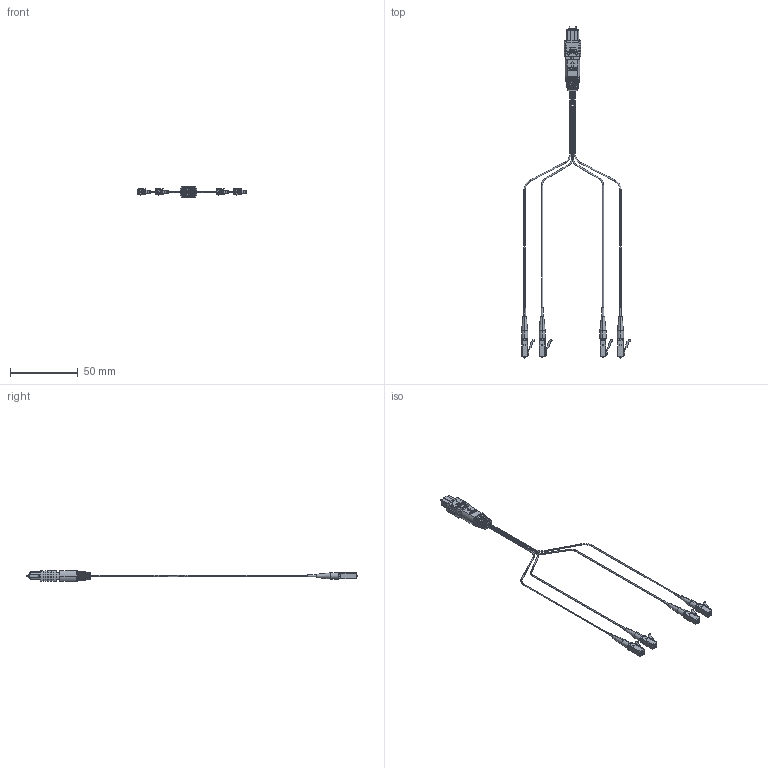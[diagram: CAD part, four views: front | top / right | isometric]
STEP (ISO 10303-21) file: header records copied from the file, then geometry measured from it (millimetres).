
FILE_DESCRIPTION (( 'STEP AP214' ), '1' );
FILE_NAME ('FCA-MMS106A0_3D.STEP', '2022-01-24T22:31:52', ( '' ), ( '' ), 'SwSTEP 2.0', 'SolidWorks 2021', '' );
FILE_SCHEMA (( 'AUTOMOTIVE_DESIGN' ));
Length unit declared in the file: inch
Products named in the file (16): MPO CONNECTOR; MPO 晦擢帣杶; fanout cable 1; LC - 1; MPO 囀遺_1; 粟銅; 絳渀; fanout cable 2; MPO翋极; fanout cable assy; MPO鼠芛_1; .09mm Loose Tube PVC Yellow; MPO软赛; FCA-MMS106A0_3D; MPO俋褲嗣耀; MPO脣郋
Assembly tree (23 placements, depth 4):
  FCA-MMS106A0_3D
    MPO CONNECTOR
      MPO 囀遺_1
      MPO俋褲嗣耀
      MPO鼠芛_1
        MPO脣郋
        MPO软赛
        絳渀
      粟銅
      MPO翋极
      MPO 晦擢帣杶
    LC - 1  x4
    fanout cable assy
      fanout cable 1  x2
      fanout cable 2  x2
    .09mm Loose Tube PVC Yellow  x4
Bounding box: 80.37 x 244.86 x 8.1 mm (x, y, z)
Volume: 4281.9 mm3; surface area: 9882.2 mm2
Topology: 20 solids, 20 shells, 1243 faces, 3253 edges, 2112 vertices
Faces by surface type: plane 722, cylinder 314, bspline 149, cone 42, torus 16
Entity records: 47529 total; most frequent: CARTESIAN_POINT 13647, ORIENTED_EDGE 4814, DIRECTION 4093, EDGE_CURVE 2407, LINE 1697, VECTOR 1697, VERTEX_POINT 1584, AXIS2_PLACEMENT_3D 1198
